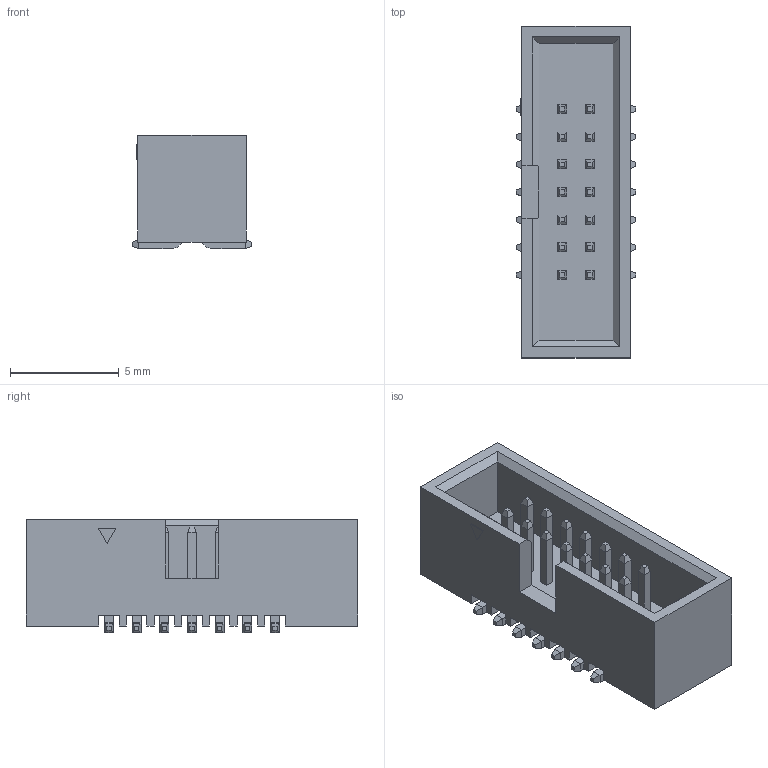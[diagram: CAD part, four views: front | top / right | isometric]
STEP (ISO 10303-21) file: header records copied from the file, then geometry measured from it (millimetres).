
FILE_DESCRIPTION(/* description */ ('STEP AP242','CAx-IF Rec.Pracs.---Representation and Presentation of Product Manufacturing Information (PMI)---4.0---2014-10-13','CAx-IF Rec.Pracs.---3D Tessellated Geometry---0.4---2014-09-14','2;1'),/* implementation_level */ '2;1');
FILE_NAME(/* name */ '62f2ee02416bca4a736e055e',/* time_stamp */ '2022-08-09T23:30:13+00:00',/* author */ (''),/* organization */ (''),/* preprocessor_version */ 'ST-DEVELOPER v18.102',/* originating_system */ ' ',/* authorisation */ ' ');
FILE_SCHEMA (('AP242_MANAGED_MODEL_BASED_3D_ENGINEERING_MIM_LF { 1 0 10303 442 1 1 4 }'));
Length unit declared in the file: metre
Products named in the file (15): 802-2195SM-XXG_13; 802-2195SM-XXG_12; 802-2195SM-XXG_11; 802-2195SM-XXG_10; 802-2195SM-XXG_9; 802-2195SM-XXG_8; 802-2195SM-XXG_7; 802-2195SM-XXG_6; 802-2195SM-XXG_5; 802-2195SM-XXG_4; 802-2195SM-XXG_3; 802-2195SM-XXG_2; 802-2195SM-XXG_1; 802-2195SM-XXG; 801-2195-14
Bounding box: 5.5 x 15.24 x 5.2 mm (x, y, z)
Volume: 218 mm3; surface area: 643.1 mm2
Topology: 15 solids, 15 shells, 415 faces, 980 edges, 596 vertices
Faces by surface type: plane 387, cylinder 28
Entity records: 11952 total; most frequent: CARTESIAN_POINT 2006, ORIENTED_EDGE 1960, DIRECTION 1896, EDGE_CURVE 980, LINE 924, VECTOR 924, VERTEX_POINT 596, AXIS2_PLACEMENT_3D 486
